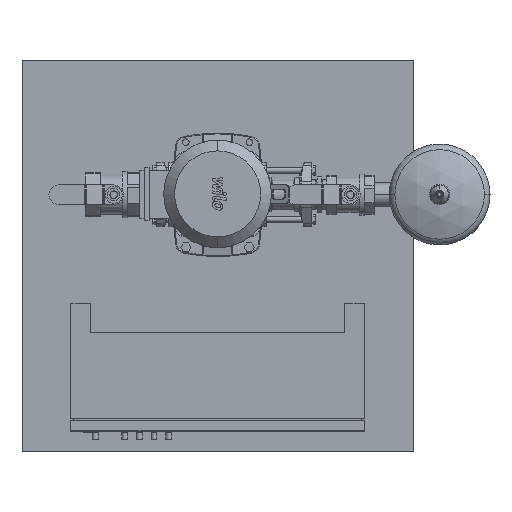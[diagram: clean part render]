
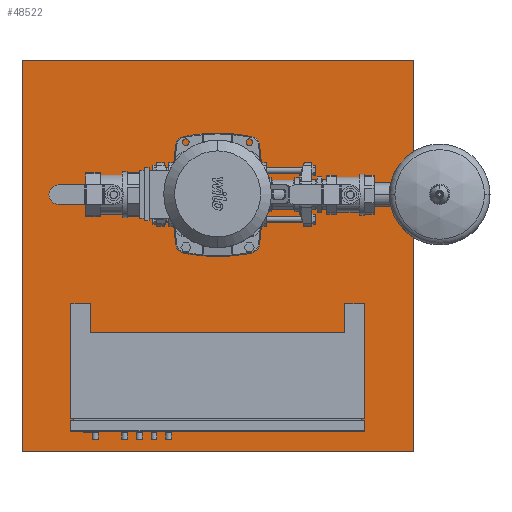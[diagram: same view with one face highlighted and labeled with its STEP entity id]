
A CAD part, top view. The second image highlights one B-rep face of the part: STEP entity #48522.
In plain terms, the highlighted planar face has unit normal (0, 0, 1).
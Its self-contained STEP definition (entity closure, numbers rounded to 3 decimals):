
#48483=CARTESIAN_POINT('',(-400.0,-125.,125.0));
#48484=DIRECTION('',(0.0,0.0,1.0));
#48485=DIRECTION('',(0.0,-1.0,0.0));
#48486=AXIS2_PLACEMENT_3D('',#48483,#48484,#48485);
#48487=PLANE('',#48486);
#48488=CARTESIAN_POINT('',(400.0,-525.0,125.));
#48489=VERTEX_POINT('',#48488);
#48490=CARTESIAN_POINT('',(400.0,275.0,125.));
#48491=VERTEX_POINT('',#48490);
#48492=CARTESIAN_POINT('',(400.0,-525.0,125.));
#48493=DIRECTION('',(0.0,1.0,0.0));
#48494=VECTOR('',#48493,800.0);
#48495=LINE('',#48492,#48494);
#48496=EDGE_CURVE('',#48489,#48491,#48495,.T.);
#48497=ORIENTED_EDGE('',*,*,#48496,.T.);
#48498=CARTESIAN_POINT('',(-400.0,275.0,125.));
#48499=VERTEX_POINT('',#48498);
#48500=CARTESIAN_POINT('',(-400.0,275.0,125.));
#48501=DIRECTION('',(1.0,0.0,0.0));
#48502=VECTOR('',#48501,800.0);
#48503=LINE('',#48500,#48502);
#48504=EDGE_CURVE('',#48499,#48491,#48503,.T.);
#48505=ORIENTED_EDGE('',*,*,#48504,.F.);
#48506=CARTESIAN_POINT('',(-400.0,-525.0,125.));
#48507=VERTEX_POINT('',#48506);
#48508=CARTESIAN_POINT('',(-400.0,275.0,125.));
#48509=DIRECTION('',(0.0,-1.0,0.0));
#48510=VECTOR('',#48509,800.0);
#48511=LINE('',#48508,#48510);
#48512=EDGE_CURVE('',#48499,#48507,#48511,.T.);
#48513=ORIENTED_EDGE('',*,*,#48512,.T.);
#48514=CARTESIAN_POINT('',(-400.0,-525.0,125.));
#48515=DIRECTION('',(1.0,0.0,0.0));
#48516=VECTOR('',#48515,800.0);
#48517=LINE('',#48514,#48516);
#48518=EDGE_CURVE('',#48507,#48489,#48517,.T.);
#48519=ORIENTED_EDGE('',*,*,#48518,.T.);
#48520=EDGE_LOOP('',(#48497,#48505,#48513,#48519));
#48521=FACE_OUTER_BOUND('',#48520,.T.);
#48522=ADVANCED_FACE('',(#48521),#48487,.T.);
